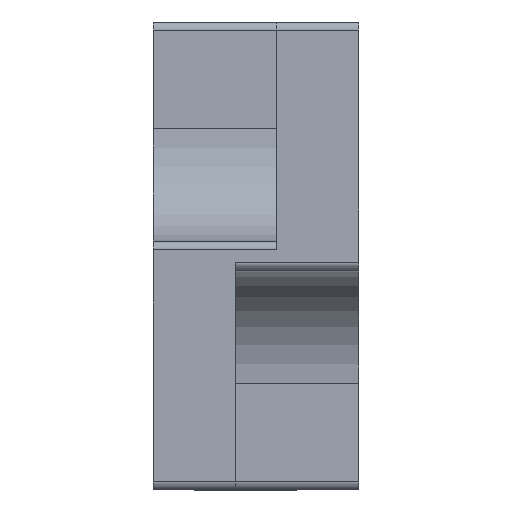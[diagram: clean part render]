
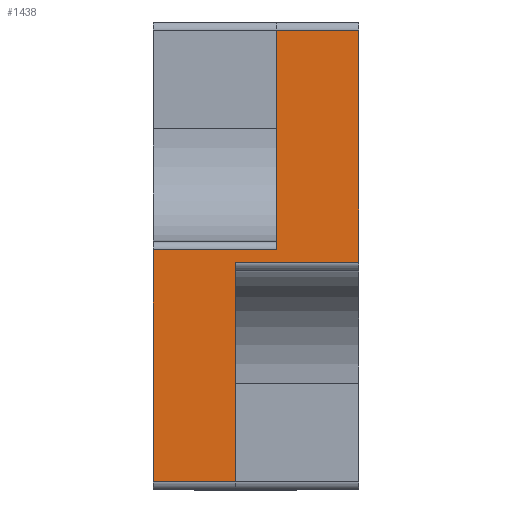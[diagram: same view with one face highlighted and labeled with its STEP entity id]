
A CAD part, left-side view. The second image highlights one B-rep face of the part: STEP entity #1438.
In plain terms, the highlighted planar face has unit normal (-1, 0, 0).
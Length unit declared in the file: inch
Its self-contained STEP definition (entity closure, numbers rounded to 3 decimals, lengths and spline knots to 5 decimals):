
#21 = CARTESIAN_POINT ( 'NONE',  ( -0.66, 0.15, -0.0075 ) ) ;
#37 = CARTESIAN_POINT ( 'NONE',  ( -0.66, 0., -0.0075 ) ) ;
#54 = ORIENTED_EDGE ( 'NONE', *, *, #1060, .T. ) ;
#108 = ORIENTED_EDGE ( 'NONE', *, *, #1427, .F. ) ;
#150 = VECTOR ( 'NONE', #459, 39.37008 ) ;
#253 = DIRECTION ( 'NONE',  ( 0., 0., -1. ) ) ;
#259 = DIRECTION ( 'NONE',  ( 0., 0., 1. ) ) ;
#271 = CARTESIAN_POINT ( 'NONE',  ( -0.66, 0.25, 0.2747 ) ) ;
#429 = EDGE_CURVE ( 'NONE', #1345, #590, #988, .T. ) ;
#454 = CARTESIAN_POINT ( 'NONE',  ( -0.66, 0.1, 0.2747 ) ) ;
#459 = DIRECTION ( 'NONE',  ( 0., 1., 0. ) ) ;
#495 = ORIENTED_EDGE ( 'NONE', *, *, #1450, .T. ) ;
#511 = CARTESIAN_POINT ( 'NONE',  ( -0.66, 0.25, -0.2747 ) ) ;
#535 = DIRECTION ( 'NONE',  ( 0., -1., 0. ) ) ;
#542 = LINE ( 'NONE', #1522, #1394 ) ;
#590 = VERTEX_POINT ( 'NONE', #1825 ) ;
#611 = DIRECTION ( 'NONE',  ( 0., 0., 1. ) ) ;
#613 = ORIENTED_EDGE ( 'NONE', *, *, #1102, .T. ) ;
#618 = CARTESIAN_POINT ( 'NONE',  ( -0.66, 0.1, 0.285 ) ) ;
#629 = LINE ( 'NONE', #2122, #1421 ) ;
#681 = LINE ( 'NONE', #271, #150 ) ;
#719 = ORIENTED_EDGE ( 'NONE', *, *, #1412, .T. ) ;
#741 = VECTOR ( 'NONE', #1398, 39.37008 ) ;
#746 = CARTESIAN_POINT ( 'NONE',  ( -0.66, 0.25, -0.0075 ) ) ;
#802 = CARTESIAN_POINT ( 'NONE',  ( -0.66, 0.25, 0.285 ) ) ;
#832 = VERTEX_POINT ( 'NONE', #2167 ) ;
#888 = EDGE_CURVE ( 'NONE', #1406, #590, #542, .T. ) ;
#936 = EDGE_CURVE ( 'NONE', #1345, #2048, #1736, .T. ) ;
#954 = DIRECTION ( 'NONE',  ( 0., 0., -1. ) ) ;
#988 = LINE ( 'NONE', #1068, #1786 ) ;
#1060 = EDGE_CURVE ( 'NONE', #832, #2048, #629, .T. ) ;
#1068 = CARTESIAN_POINT ( 'NONE',  ( -0.66, 0.25, -0.2747 ) ) ;
#1102 = EDGE_CURVE ( 'NONE', #1406, #1323, #2176, .T. ) ;
#1113 = VECTOR ( 'NONE', #259, 39.37008 ) ;
#1115 = CARTESIAN_POINT ( 'NONE',  ( -0.66, 0.25, 0.285 ) ) ;
#1173 = LINE ( 'NONE', #1420, #741 ) ;
#1184 = VERTEX_POINT ( 'NONE', #454 ) ;
#1235 = EDGE_LOOP ( 'NONE', ( #108, #54, #2156, #1892, #1247, #613, #719, #495 ) ) ;
#1247 = ORIENTED_EDGE ( 'NONE', *, *, #888, .F. ) ;
#1284 = CARTESIAN_POINT ( 'NONE',  ( -0.66, 0.25, 0.0075 ) ) ;
#1323 = VERTEX_POINT ( 'NONE', #37 ) ;
#1345 = VERTEX_POINT ( 'NONE', #511 ) ;
#1376 = VERTEX_POINT ( 'NONE', #1732 ) ;
#1394 = VECTOR ( 'NONE', #253, 39.37008 ) ;
#1398 = DIRECTION ( 'NONE',  ( 0., 0., 1. ) ) ;
#1406 = VERTEX_POINT ( 'NONE', #21 ) ;
#1412 = EDGE_CURVE ( 'NONE', #1323, #1376, #1173, .T. ) ;
#1420 = CARTESIAN_POINT ( 'NONE',  ( -0.66, 0., 0.285 ) ) ;
#1421 = VECTOR ( 'NONE', #1546, 39.37008 ) ;
#1427 = EDGE_CURVE ( 'NONE', #832, #1184, #2005, .T. ) ;
#1438 = ADVANCED_FACE ( 'NONE', ( #1525 ), #1469, .F. ) ;
#1450 = EDGE_CURVE ( 'NONE', #1376, #1184, #681, .T. ) ;
#1469 = PLANE ( 'NONE',  #1777 ) ;
#1522 = CARTESIAN_POINT ( 'NONE',  ( -0.66, 0.15, -0.285 ) ) ;
#1525 = FACE_OUTER_BOUND ( 'NONE', #1235, .T. ) ;
#1546 = DIRECTION ( 'NONE',  ( 0., 1., 0. ) ) ;
#1681 = VECTOR ( 'NONE', #611, 39.37008 ) ;
#1732 = CARTESIAN_POINT ( 'NONE',  ( -0.66, 0., 0.2747 ) ) ;
#1736 = LINE ( 'NONE', #1115, #1681 ) ;
#1777 = AXIS2_PLACEMENT_3D ( 'NONE', #802, #1954, #954 ) ;
#1786 = VECTOR ( 'NONE', #535, 39.37008 ) ;
#1825 = CARTESIAN_POINT ( 'NONE',  ( -0.66, 0.15, -0.2747 ) ) ;
#1854 = VECTOR ( 'NONE', #2003, 39.37008 ) ;
#1892 = ORIENTED_EDGE ( 'NONE', *, *, #429, .T. ) ;
#1954 = DIRECTION ( 'NONE',  ( 1., 0., 0. ) ) ;
#2003 = DIRECTION ( 'NONE',  ( 0., -1., 0. ) ) ;
#2005 = LINE ( 'NONE', #618, #1113 ) ;
#2048 = VERTEX_POINT ( 'NONE', #1284 ) ;
#2122 = CARTESIAN_POINT ( 'NONE',  ( -0.66, 0.25, 0.0075 ) ) ;
#2156 = ORIENTED_EDGE ( 'NONE', *, *, #936, .F. ) ;
#2167 = CARTESIAN_POINT ( 'NONE',  ( -0.66, 0.1, 0.0075 ) ) ;
#2176 = LINE ( 'NONE', #746, #1854 ) ;
